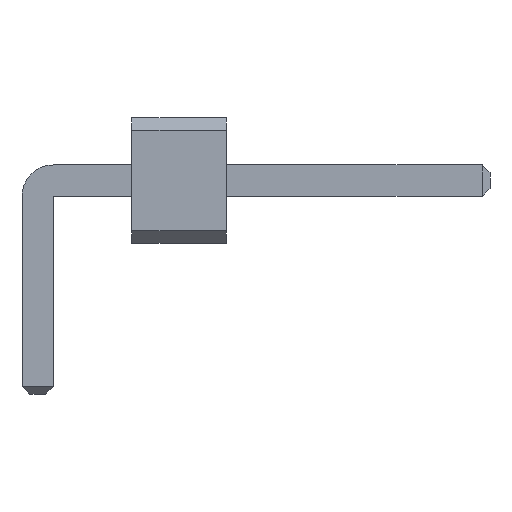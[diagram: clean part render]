
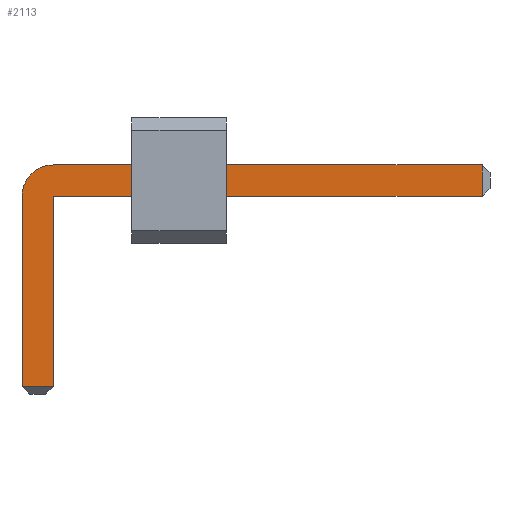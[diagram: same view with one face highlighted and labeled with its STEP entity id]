
A CAD part, front view. The second image highlights one B-rep face of the part: STEP entity #2113.
In plain terms, the highlighted planar face has unit normal (0, -1, 0).
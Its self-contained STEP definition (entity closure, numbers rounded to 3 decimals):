
#13=DIRECTION('',(0.,0.,1.));
#27=VECTOR('',#28,1.);
#28=DIRECTION('',(1.,0.,0.));
#904=VECTOR('',#13,1.);
#946=DIRECTION('',(0.,1.,0.));
#1927=VECTOR('',#1928,1.);
#1928=DIRECTION('',(0.,0.,-1.));
#1935=VECTOR('',#1936,1.);
#1936=DIRECTION('',(-1.,0.,0.));
#1957=DIRECTION('',(-0.,1.,0.));
#1967=VERTEX_POINT('',#1968);
#1968=CARTESIAN_POINT('',(0.25,-28.25,1.25));
#1970=ORIENTED_EDGE('',*,*,#1971,.T.);
#1971=EDGE_CURVE('',#1967,#1972,#1974,.T.);
#1972=VERTEX_POINT('',#1973);
#1973=CARTESIAN_POINT('',(7.075,-28.25,1.25));
#1974=LINE('',#1975,#27);
#1975=CARTESIAN_POINT('',(-0.25,-28.25,1.25));
#2011=EDGE_CURVE('',#2012,#1967,#2014,.T.);
#2012=VERTEX_POINT('',#2013);
#2013=CARTESIAN_POINT('',(-0.25,-28.25,0.75));
#2014=CIRCLE('',#2015,0.5);
#2015=AXIS2_PLACEMENT_3D('',#2016,#1957,#1928);
#2016=CARTESIAN_POINT('',(0.25,-28.25,0.75));
#2028=VERTEX_POINT('',#2029);
#2029=CARTESIAN_POINT('',(7.075,-28.25,0.75));
#2031=ORIENTED_EDGE('',*,*,#2032,.T.);
#2032=EDGE_CURVE('',#2028,#2033,#2034,.T.);
#2033=VERTEX_POINT('',#2016);
#2034=LINE('',#2035,#1935);
#2035=CARTESIAN_POINT('',(7.2,-28.25,0.75));
#2047=VERTEX_POINT('',#2048);
#2048=CARTESIAN_POINT('',(-0.25,-28.25,-2.275));
#2050=ORIENTED_EDGE('',*,*,#2051,.T.);
#2051=EDGE_CURVE('',#2047,#2012,#2052,.T.);
#2052=LINE('',#2053,#904);
#2053=CARTESIAN_POINT('',(-0.25,-28.25,-2.4));
#2061=ORIENTED_EDGE('',*,*,#2062,.T.);
#2062=EDGE_CURVE('',#2033,#2063,#2065,.T.);
#2063=VERTEX_POINT('',#2064);
#2064=CARTESIAN_POINT('',(0.25,-28.25,-2.275));
#2065=LINE('',#2016,#1927);
#2113=ADVANCED_FACE('',(#2114),#2123,.F.);
#2114=FACE_BOUND('',#2115,.F.);
#2115=EDGE_LOOP('',(#1970,#2116,#2031,#2061,#2119,#2050,#2122));
#2116=ORIENTED_EDGE('',*,*,#2117,.T.);
#2117=EDGE_CURVE('',#1972,#2028,#2118,.T.);
#2118=LINE('',#1973,#1927);
#2119=ORIENTED_EDGE('',*,*,#2120,.T.);
#2120=EDGE_CURVE('',#2063,#2047,#2121,.T.);
#2121=LINE('',#2064,#1935);
#2122=ORIENTED_EDGE('',*,*,#2011,.T.);
#2123=PLANE('',#2124);
#2124=AXIS2_PLACEMENT_3D('',#2125,#946,#13);
#2125=CARTESIAN_POINT('',(2.489,-28.25,0.411));
